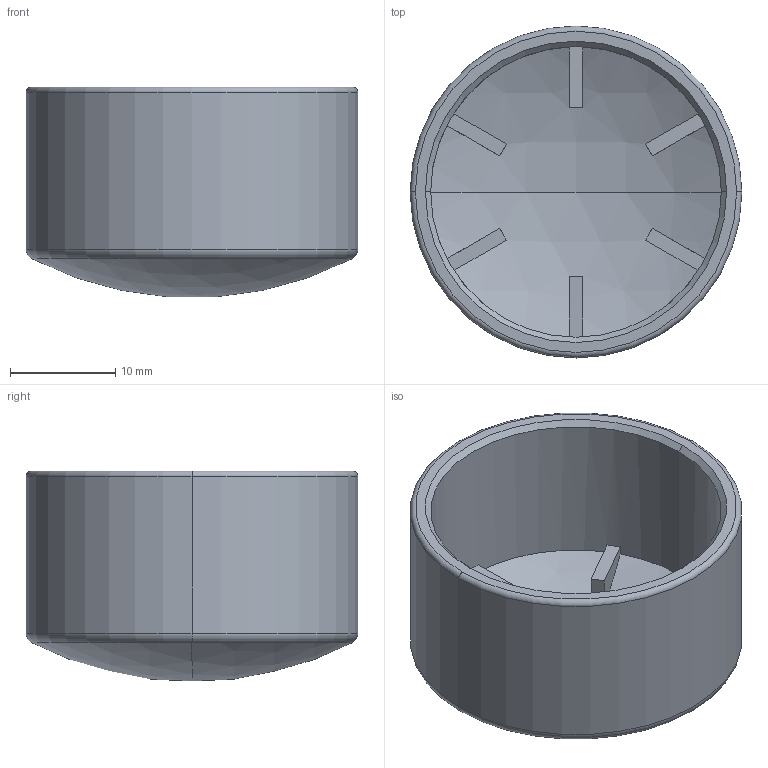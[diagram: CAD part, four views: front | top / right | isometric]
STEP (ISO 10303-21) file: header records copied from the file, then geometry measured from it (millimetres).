
FILE_DESCRIPTION (( 'STEP AP214' ), '1' );
FILE_NAME ('B319 Íàêîíå÷íèê òîðöåâîé äëÿ òðóáû Ô28.STEP', '2023-11-13T14:12:17', ( '' ), ( '' ), 'SwSTEP 2.0', 'SolidWorks 2022', '' );
FILE_SCHEMA (( 'AUTOMOTIVE_DESIGN' ));
Length unit declared in the file: millimetre
Products named in the file (1): B319 Наконечник торцевой для трубы Ф28
Bounding box: 31.5 x 31.5 x 19.92 mm (x, y, z)
Volume: 4280.9 mm3; surface area: 4605 mm2
Topology: 1 solids, 1 shells, 39 faces, 98 edges, 62 vertices
Faces by surface type: plane 25, torus 4, sphere 4, cylinder 4, cone 2
Entity records: 1645 total; most frequent: DIRECTION 228, CARTESIAN_POINT 200, ORIENTED_EDGE 196, EDGE_CURVE 98, AXIS2_PLACEMENT_3D 90, VERTEX_POINT 62, CIRCLE 50, LINE 48
